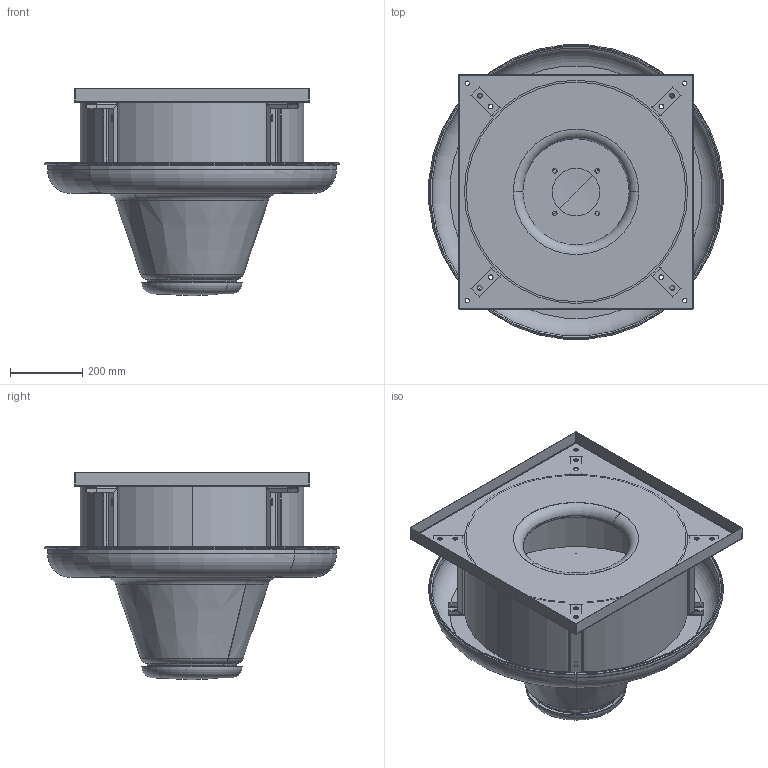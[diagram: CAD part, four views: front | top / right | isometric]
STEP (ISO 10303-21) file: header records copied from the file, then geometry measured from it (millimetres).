
FILE_DESCRIPTION (( 'STEP AP203' ), '1' );
FILE_NAME ('FC-AT 40-45.STEP', '2022-03-09T08:16:43', ( '' ), ( '' ), 'SwSTEP 2.0', 'SolidWorks 2018', '' );
FILE_SCHEMA (( 'CONFIG_CONTROL_DESIGN' ));
Length unit declared in the file: millimetre
Products named in the file (10): E467_5CO1501-CAPPELLO ALL 35-40-45.STEP; E318.STEP; FC-AT 40-45.STEP; E294.STEP; 5PM2082.STEP; FC-AT 40-45; H719_5BA4003_BASE FC 40-45.STEP; I910_Staffa sostegno FC40-45.STEP; Rete 40-45.STEP; E321.STEP
Assembly tree (15 placements, depth 4):
  FC-AT 40-45
    FC-AT 40-45.STEP
      E467_5CO1501-CAPPELLO ALL 35-40-45.STEP
        E294.STEP
        E321.STEP  x4
        E318.STEP
      H719_5BA4003_BASE FC 40-45.STEP
      5PM2082.STEP
      I910_Staffa sostegno FC40-45.STEP  x4
      Rete 40-45.STEP
Bounding box: 811.9 x 811.9 x 571.84 mm (x, y, z)
Volume: 6220820.8 mm3; surface area: 4595564.8 mm2
Topology: 13 solids, 13 shells, 664 faces, 1546 edges, 898 vertices
Faces by surface type: plane 322, cylinder 256, bspline 40, torus 36, cone 6, sphere 4
Entity records: 12016 total; most frequent: CARTESIAN_POINT 3260, DIRECTION 1652, ORIENTED_EDGE 1508, EDGE_CURVE 754, AXIS2_PLACEMENT_3D 652, VERTEX_POINT 452, EDGE_LOOP 398, LINE 348
